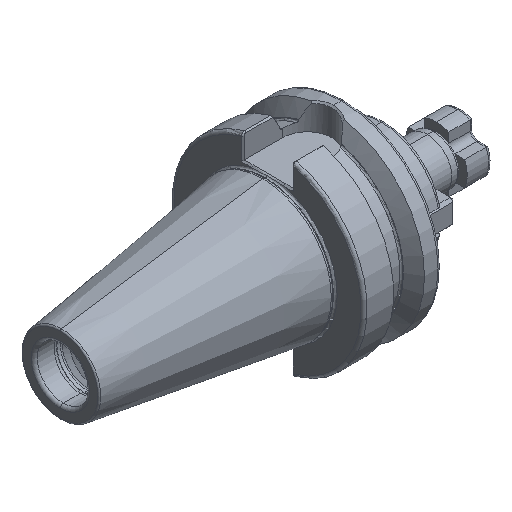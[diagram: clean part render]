
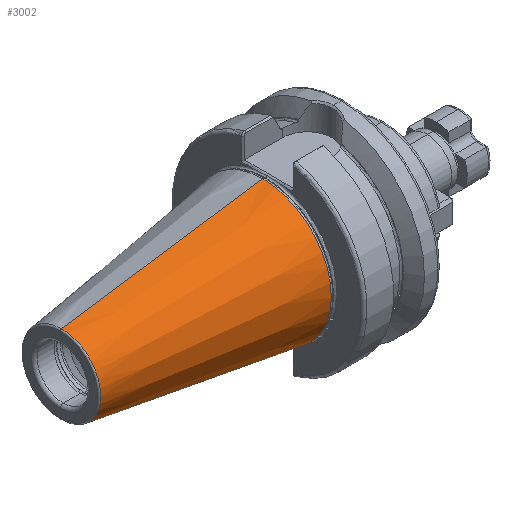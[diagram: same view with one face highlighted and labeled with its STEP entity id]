
A CAD part, isometric view. The second image highlights one B-rep face of the part: STEP entity #3002.
In plain terms, the highlighted conical face has half-angle 8.297 degrees and reference radius 22.298 mm.
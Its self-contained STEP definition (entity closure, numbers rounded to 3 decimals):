
#3002 = ADVANCED_FACE ( 'NONE', ( #6277 ), #6280, .T. ) ;
#5005 = CARTESIAN_POINT ( 'NONE',  ( -66.972, 0., -12.75 ) ) ;
#5025 = CARTESIAN_POINT ( 'NONE',  ( -1.5, 0., 22.298 ) ) ;
#5033 = CARTESIAN_POINT ( 'NONE',  ( -66.972, 0., 12.75 ) ) ;
#5042 = CARTESIAN_POINT ( 'NONE',  ( -1.5, 0., -22.298 ) ) ;
#5075 = EDGE_CURVE ( 'NONE', #23962, #23981, #5665, .T. ) ;
#5149 = EDGE_CURVE ( 'NONE', #23976, #23972, #5735, .T. ) ;
#5665 = CIRCLE ( 'NONE', #22641, 12.75 ) ;
#5735 = CIRCLE ( 'NONE', #22632, 22.298 ) ;
#6277 = FACE_OUTER_BOUND ( 'NONE', #20751, .T. ) ;
#6280 = CONICAL_SURFACE ( 'NONE', #11263, 22.298, 0.145 ) ;
#10818 = CARTESIAN_POINT ( 'NONE',  ( -1.5, 0., 0. ) ) ;
#10820 = DIRECTION ( 'NONE',  ( 1., 0., 0. ) ) ;
#10821 = DIRECTION ( 'NONE',  ( 0., 0., -1. ) ) ;
#11099 = EDGE_CURVE ( 'NONE', #23962, #23976, #26117, .T. ) ;
#11120 = EDGE_CURVE ( 'NONE', #23981, #23972, #26126, .T. ) ;
#11263 = AXIS2_PLACEMENT_3D ( 'NONE', #22144, #22164, #22159 ) ;
#12365 = DIRECTION ( 'NONE',  ( 0., 0., -1. ) ) ;
#12392 = DIRECTION ( 'NONE',  ( 1., 0., 0. ) ) ;
#12395 = CARTESIAN_POINT ( 'NONE',  ( -66.972, 0., 0. ) ) ;
#20499 = ORIENTED_EDGE ( 'NONE', *, *, #11099, .F. ) ;
#20517 = ORIENTED_EDGE ( 'NONE', *, *, #5075, .T. ) ;
#20531 = ORIENTED_EDGE ( 'NONE', *, *, #11120, .T. ) ;
#20540 = ORIENTED_EDGE ( 'NONE', *, *, #5149, .F. ) ;
#20751 = EDGE_LOOP ( 'NONE', ( #20499, #20517, #20531, #20540 ) ) ;
#22144 = CARTESIAN_POINT ( 'NONE',  ( -1.5, 0., 0. ) ) ;
#22159 = DIRECTION ( 'NONE',  ( 0., 0., -1. ) ) ;
#22164 = DIRECTION ( 'NONE',  ( 1., 0., 0. ) ) ;
#22632 = AXIS2_PLACEMENT_3D ( 'NONE', #10818, #10820, #10821 ) ;
#22641 = AXIS2_PLACEMENT_3D ( 'NONE', #12395, #12392, #12365 ) ;
#23962 = VERTEX_POINT ( 'NONE', #5033 ) ;
#23972 = VERTEX_POINT ( 'NONE', #5042 ) ;
#23976 = VERTEX_POINT ( 'NONE', #5025 ) ;
#23981 = VERTEX_POINT ( 'NONE', #5005 ) ;
#26105 = VECTOR ( 'NONE', #27350, 1000. ) ;
#26117 = LINE ( 'NONE', #27307, #26118 ) ;
#26118 = VECTOR ( 'NONE', #27294, 1000. ) ;
#26126 = LINE ( 'NONE', #27344, #26105 ) ;
#27294 = DIRECTION ( 'NONE',  ( 0.99, 0., 0.144 ) ) ;
#27307 = CARTESIAN_POINT ( 'NONE',  ( -1.5, 0., 22.298 ) ) ;
#27344 = CARTESIAN_POINT ( 'NONE',  ( -1.5, 0., -22.298 ) ) ;
#27350 = DIRECTION ( 'NONE',  ( 0.99, 0., -0.144 ) ) ;
